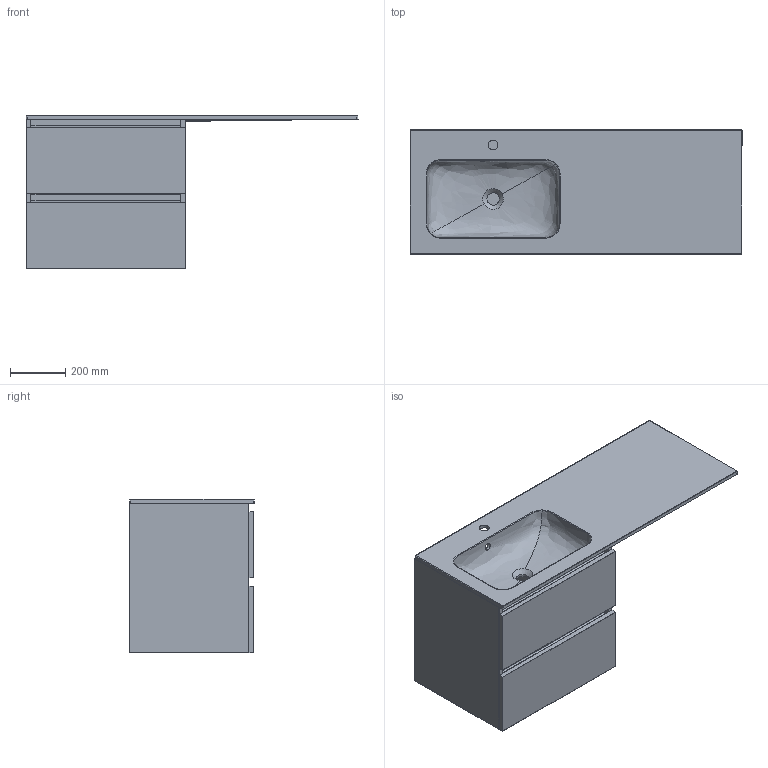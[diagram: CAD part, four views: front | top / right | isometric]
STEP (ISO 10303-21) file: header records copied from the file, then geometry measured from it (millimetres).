
FILE_DESCRIPTION(/* description */ (''),/* implementation_level */ '2;1');
FILE_NAME(/* name */ 'Della 1200 L.stp',/* time_stamp */ '2025-09-15T15:54:51+03:00',/* author */ ('ya'),/* organization */ (''),/* preprocessor_version */ 'ST-DEVELOPER v18.1',/* originating_system */ 'Autodesk Inventor 2022',/* authorisation */ '');
FILE_SCHEMA (('AUTOMOTIVE_DESIGN { 1 0 10303 214 3 1 1 }'));
Products named in the file (4): Della 1200 L; чехол 88_MIR; Della 1200 R_MIR; Della 1200 R1_MIR
Assembly tree (3 placements, depth 2):
  Della 1200 L
    чехол 88_MIR
    Della 1200 R_MIR
    Della 1200 R1_MIR
Bounding box: 1200 x 450.73 x 554 mm (x, y, z)
Volume: 35981926.2 mm3; surface area: 5608328.9 mm2
Topology: 40 solids, 40 shells, 431 faces, 1042 edges, 688 vertices
Faces by surface type: plane 365, cylinder 35, bspline 29, cone 2
Full cylindrical faces by diameter (mm): 6 x4, 25 x1, 35 x1, 45 x1
Entity records: 41051 total; most frequent: CARTESIAN_POINT 30875, ORIENTED_EDGE 2084, DIRECTION 1871, EDGE_CURVE 1042, LINE 871, VECTOR 871, VERTEX_POINT 688, AXIS2_PLACEMENT_3D 500
